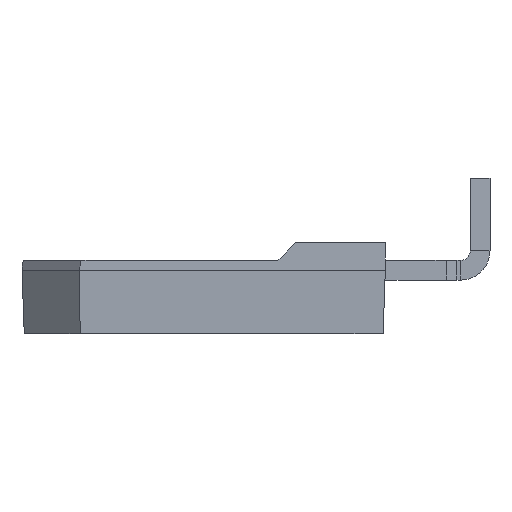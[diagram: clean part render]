
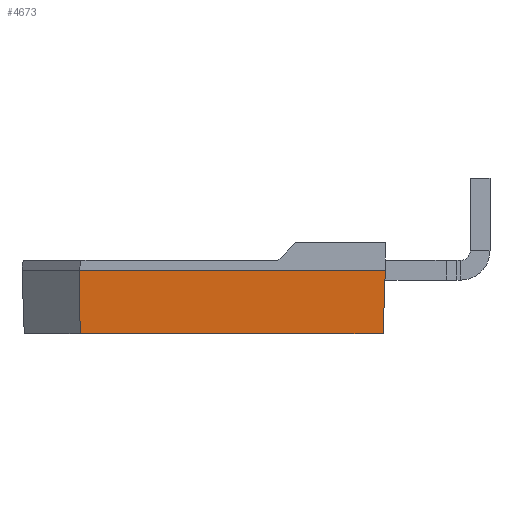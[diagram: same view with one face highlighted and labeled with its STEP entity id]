
A CAD part, left-side view. The second image highlights one B-rep face of the part: STEP entity #4673.
In plain terms, the highlighted planar face has unit normal (-0.999, 0, -0.035).
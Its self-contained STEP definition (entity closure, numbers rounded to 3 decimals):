
#1105 = DIRECTION ( 'NONE',  ( 0., 1., 0. ) ) ;
#1457 = VERTEX_POINT ( 'NONE', #4101 ) ;
#1768 = CARTESIAN_POINT ( 'NONE',  ( -2.526, 21.1, -3.55 ) ) ;
#1822 = LINE ( 'NONE', #5229, #2538 ) ;
#2512 = LINE ( 'NONE', #9273, #17850 ) ;
#2538 = VECTOR ( 'NONE', #3258, 1000. ) ;
#2622 = DIRECTION ( 'NONE',  ( 0., -1., 0. ) ) ;
#3258 = DIRECTION ( 'NONE',  ( 0.035, -0.014, -0.999 ) ) ;
#3823 = ORIENTED_EDGE ( 'NONE', *, *, #18355, .T. ) ;
#3979 = EDGE_CURVE ( 'NONE', #1457, #5109, #5725, .T. ) ;
#4101 = CARTESIAN_POINT ( 'NONE',  ( -2.65, 4., 0. ) ) ;
#4139 = VECTOR ( 'NONE', #15579, 1000. ) ;
#4673 = ADVANCED_FACE ( 'NONE', ( #12955 ), #6296, .T. ) ;
#5109 = VERTEX_POINT ( 'NONE', #21215 ) ;
#5229 = CARTESIAN_POINT ( 'NONE',  ( -2.652, 21.101, 0.046 ) ) ;
#5725 = LINE ( 'NONE', #15679, #4139 ) ;
#6073 = EDGE_CURVE ( 'NONE', #8452, #1457, #2512, .T. ) ;
#6185 = DIRECTION ( 'NONE',  ( -0.999, 0., -0.035 ) ) ;
#6296 = PLANE ( 'NONE',  #21668 ) ;
#6846 = LINE ( 'NONE', #1768, #10539 ) ;
#8052 = EDGE_CURVE ( 'NONE', #5109, #16391, #6846, .T. ) ;
#8067 = ORIENTED_EDGE ( 'NONE', *, *, #3979, .F. ) ;
#8452 = VERTEX_POINT ( 'NONE', #11223 ) ;
#9273 = CARTESIAN_POINT ( 'NONE',  ( -2.65, 4., 0. ) ) ;
#9530 = CARTESIAN_POINT ( 'NONE',  ( -2.65, 24.3, 0. ) ) ;
#10539 = VECTOR ( 'NONE', #20415, 1000. ) ;
#11223 = CARTESIAN_POINT ( 'NONE',  ( -2.65, 21.1, 0. ) ) ;
#11992 = ORIENTED_EDGE ( 'NONE', *, *, #6073, .F. ) ;
#12941 = ORIENTED_EDGE ( 'NONE', *, *, #8052, .F. ) ;
#12955 = FACE_OUTER_BOUND ( 'NONE', #13904, .T. ) ;
#13904 = EDGE_LOOP ( 'NONE', ( #3823, #12941, #8067, #11992 ) ) ;
#15579 = DIRECTION ( 'NONE',  ( 0.035, 0.035, -0.999 ) ) ;
#15679 = CARTESIAN_POINT ( 'NONE',  ( -2.625, 4.025, -0.707 ) ) ;
#16391 = VERTEX_POINT ( 'NONE', #18185 ) ;
#17850 = VECTOR ( 'NONE', #2622, 1000. ) ;
#18185 = CARTESIAN_POINT ( 'NONE',  ( -2.526, 21.049, -3.55 ) ) ;
#18355 = EDGE_CURVE ( 'NONE', #8452, #16391, #1822, .T. ) ;
#20415 = DIRECTION ( 'NONE',  ( 0., 1., 0. ) ) ;
#21215 = CARTESIAN_POINT ( 'NONE',  ( -2.526, 4.124, -3.55 ) ) ;
#21668 = AXIS2_PLACEMENT_3D ( 'NONE', #9530, #6185, #1105 ) ;
